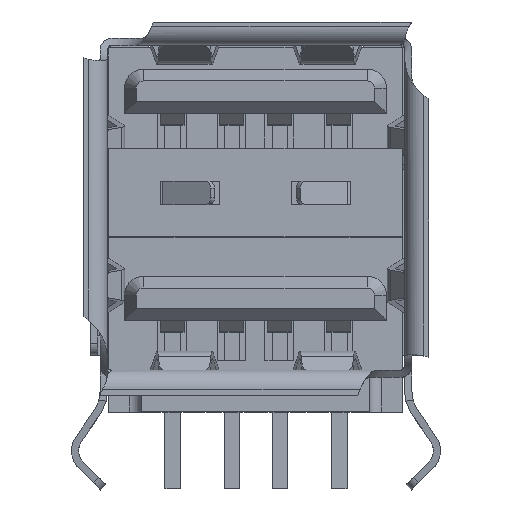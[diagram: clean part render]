
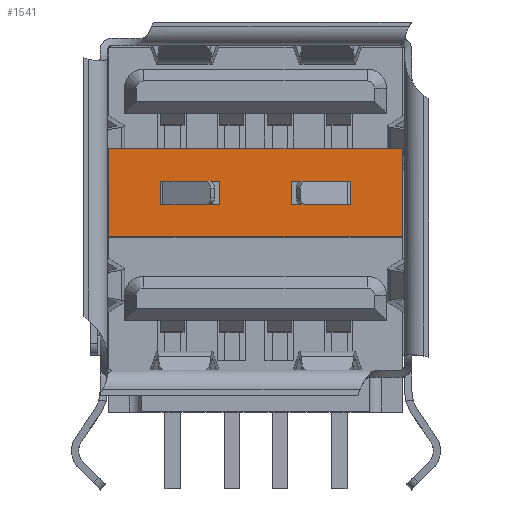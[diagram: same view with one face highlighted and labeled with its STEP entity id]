
A CAD part, top view. The second image highlights one B-rep face of the part: STEP entity #1541.
In plain terms, the highlighted planar face has unit normal (0, 0, 1).
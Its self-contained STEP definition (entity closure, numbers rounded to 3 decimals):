
#1541=ADVANCED_FACE('',(#2512,#2513,#3321),#2327,.T.);
#2327=PLANE('',#22297);
#2512=FACE_BOUND('',#4417,.T.);
#2513=FACE_BOUND('',#4418,.T.);
#3321=FACE_OUTER_BOUND('',#4419,.T.);
#4417=EDGE_LOOP('',(#9931,#9932,#9933,#9934,#9935,#9936));
#4418=EDGE_LOOP('',(#9937,#9938,#9939,#9940,#9941,#9942));
#4419=EDGE_LOOP('',(#9943,#9944,#9945,#9946));
#9931=ORIENTED_EDGE('',*,*,#15753,.T.);
#9932=ORIENTED_EDGE('',*,*,#15754,.F.);
#9933=ORIENTED_EDGE('',*,*,#15755,.T.);
#9934=ORIENTED_EDGE('',*,*,#15743,.T.);
#9935=ORIENTED_EDGE('',*,*,#15756,.T.);
#9936=ORIENTED_EDGE('',*,*,#15757,.T.);
#9937=ORIENTED_EDGE('',*,*,#15758,.T.);
#9938=ORIENTED_EDGE('',*,*,#15759,.F.);
#9939=ORIENTED_EDGE('',*,*,#15760,.F.);
#9940=ORIENTED_EDGE('',*,*,#15761,.F.);
#9941=ORIENTED_EDGE('',*,*,#15749,.F.);
#9942=ORIENTED_EDGE('',*,*,#15762,.F.);
#9943=ORIENTED_EDGE('',*,*,#15763,.F.);
#9944=ORIENTED_EDGE('',*,*,#15764,.F.);
#9945=ORIENTED_EDGE('',*,*,#15765,.F.);
#9946=ORIENTED_EDGE('',*,*,#15766,.F.);
#12923=VERTEX_POINT('',#33933);
#12924=VERTEX_POINT('',#33934);
#12928=VERTEX_POINT('',#33944);
#12930=VERTEX_POINT('',#33947);
#12933=VERTEX_POINT('',#33955);
#12934=VERTEX_POINT('',#33956);
#12935=VERTEX_POINT('',#33958);
#12936=VERTEX_POINT('',#33961);
#12937=VERTEX_POINT('',#33964);
#12938=VERTEX_POINT('',#33965);
#12939=VERTEX_POINT('',#33967);
#12940=VERTEX_POINT('',#33969);
#12941=VERTEX_POINT('',#33973);
#12942=VERTEX_POINT('',#33974);
#12943=VERTEX_POINT('',#33976);
#12944=VERTEX_POINT('',#33978);
#15743=EDGE_CURVE('',#12923,#12924,#18227,.T.);
#15749=EDGE_CURVE('',#12928,#12930,#18232,.T.);
#15753=EDGE_CURVE('',#12933,#12934,#18235,.T.);
#15754=EDGE_CURVE('',#12935,#12934,#18236,.T.);
#15755=EDGE_CURVE('',#12935,#12923,#18237,.T.);
#15756=EDGE_CURVE('',#12924,#12936,#18238,.T.);
#15757=EDGE_CURVE('',#12936,#12933,#18239,.T.);
#15758=EDGE_CURVE('',#12937,#12938,#18240,.T.);
#15759=EDGE_CURVE('',#12939,#12938,#18241,.T.);
#15760=EDGE_CURVE('',#12940,#12939,#18242,.T.);
#15761=EDGE_CURVE('',#12930,#12940,#18243,.T.);
#15762=EDGE_CURVE('',#12937,#12928,#18244,.T.);
#15763=EDGE_CURVE('',#12941,#12942,#18245,.T.);
#15764=EDGE_CURVE('',#12943,#12941,#18246,.T.);
#15765=EDGE_CURVE('',#12944,#12943,#18247,.T.);
#15766=EDGE_CURVE('',#12942,#12944,#18248,.T.);
#18227=LINE('',#33932,#20475);
#18232=LINE('',#33946,#20480);
#18235=LINE('',#33954,#20483);
#18236=LINE('',#33957,#20484);
#18237=LINE('',#33959,#20485);
#18238=LINE('',#33960,#20486);
#18239=LINE('',#33962,#20487);
#18240=LINE('',#33963,#20488);
#18241=LINE('',#33966,#20489);
#18242=LINE('',#33968,#20490);
#18243=LINE('',#33970,#20491);
#18244=LINE('',#33971,#20492);
#18245=LINE('',#33972,#20493);
#18246=LINE('',#33975,#20494);
#18247=LINE('',#33977,#20495);
#18248=LINE('',#33979,#20496);
#20475=VECTOR('',#27167,1.);
#20480=VECTOR('',#27176,1.);
#20483=VECTOR('',#27183,1.);
#20484=VECTOR('',#27184,1.);
#20485=VECTOR('',#27185,1.);
#20486=VECTOR('',#27186,1.);
#20487=VECTOR('',#27187,1.);
#20488=VECTOR('',#27188,1.);
#20489=VECTOR('',#27189,1.);
#20490=VECTOR('',#27190,1.);
#20491=VECTOR('',#27191,1.);
#20492=VECTOR('',#27192,1.);
#20493=VECTOR('',#27193,1.);
#20494=VECTOR('',#27194,1.);
#20495=VECTOR('',#27195,1.);
#20496=VECTOR('',#27196,1.);
#22297=AXIS2_PLACEMENT_3D('',#33980,#27197,#27198);
#27167=DIRECTION('',(-1.,0.,0.));
#27176=DIRECTION('',(1.,0.,0.));
#27183=DIRECTION('',(1.,0.,0.));
#27184=DIRECTION('',(0.,1.,0.));
#27185=DIRECTION('',(-1.,0.,0.));
#27186=DIRECTION('',(0.,1.,0.));
#27187=DIRECTION('',(1.,0.,0.));
#27188=DIRECTION('',(0.,1.,0.));
#27189=DIRECTION('',(-1.,0.,0.));
#27190=DIRECTION('',(-1.,0.,0.));
#27191=DIRECTION('',(0.,1.,0.));
#27192=DIRECTION('',(1.,0.,0.));
#27193=DIRECTION('',(1.,0.,0.));
#27194=DIRECTION('',(0.,1.,0.));
#27195=DIRECTION('',(-1.,0.,0.));
#27196=DIRECTION('',(0.,-1.,0.));
#27197=DIRECTION('',(0.,0.,1.));
#27198=DIRECTION('',(1.,0.,0.));
#33932=CARTESIAN_POINT('',(4.475,0.118,16.64));
#33933=CARTESIAN_POINT('',(3.372,0.118,16.64));
#33934=CARTESIAN_POINT('',(1.475,0.118,16.64));
#33944=CARTESIAN_POINT('',(-3.422,0.118,16.64));
#33946=CARTESIAN_POINT('',(-4.525,0.118,16.64));
#33947=CARTESIAN_POINT('',(-1.525,0.118,16.64));
#33954=CARTESIAN_POINT('',(1.475,1.118,16.64));
#33955=CARTESIAN_POINT('',(3.372,1.118,16.64));
#33956=CARTESIAN_POINT('',(3.975,1.118,16.64));
#33957=CARTESIAN_POINT('',(3.975,0.118,16.64));
#33958=CARTESIAN_POINT('',(3.975,0.118,16.64));
#33959=CARTESIAN_POINT('',(4.475,0.118,16.64));
#33960=CARTESIAN_POINT('',(1.475,0.118,16.64));
#33961=CARTESIAN_POINT('',(1.475,1.118,16.64));
#33962=CARTESIAN_POINT('',(1.475,1.118,16.64));
#33963=CARTESIAN_POINT('',(-4.025,0.118,16.64));
#33964=CARTESIAN_POINT('',(-4.025,0.118,16.64));
#33965=CARTESIAN_POINT('',(-4.025,1.118,16.64));
#33966=CARTESIAN_POINT('',(-1.525,1.118,16.64));
#33967=CARTESIAN_POINT('',(-3.422,1.118,16.64));
#33968=CARTESIAN_POINT('',(-1.525,1.118,16.64));
#33969=CARTESIAN_POINT('',(-1.525,1.118,16.64));
#33970=CARTESIAN_POINT('',(-1.525,0.118,16.64));
#33971=CARTESIAN_POINT('',(-4.525,0.118,16.64));
#33972=CARTESIAN_POINT('',(-6.2,2.468,16.64));
#33973=CARTESIAN_POINT('',(-6.2,2.468,16.64));
#33974=CARTESIAN_POINT('',(6.15,2.468,16.64));
#33975=CARTESIAN_POINT('',(-6.2,-1.232,16.64));
#33976=CARTESIAN_POINT('',(-6.2,-1.232,16.64));
#33977=CARTESIAN_POINT('',(6.15,-1.232,16.64));
#33978=CARTESIAN_POINT('',(6.15,-1.232,16.64));
#33979=CARTESIAN_POINT('',(6.15,2.468,16.64));
#33980=CARTESIAN_POINT('',(-6.2,2.468,16.64));
